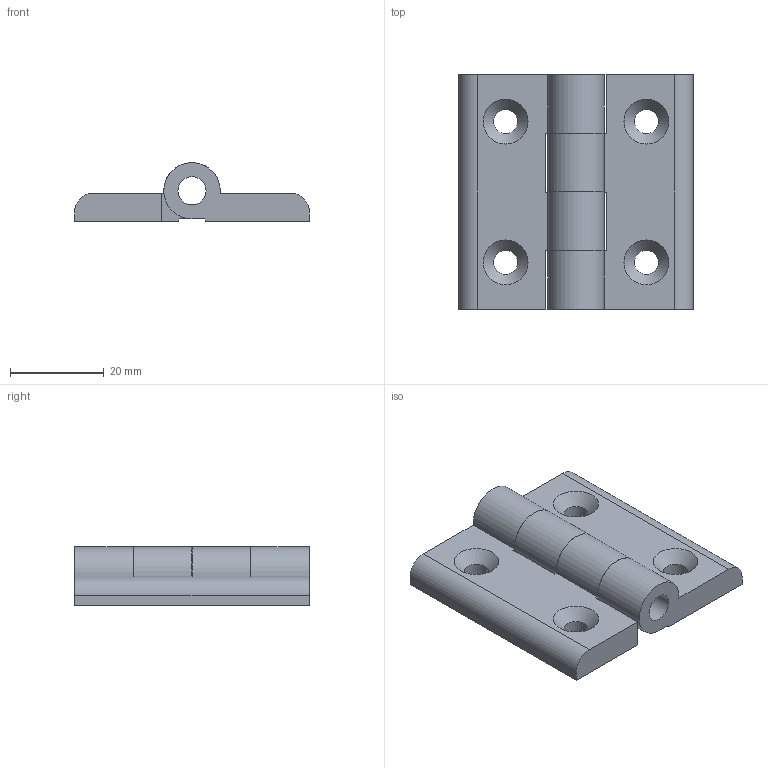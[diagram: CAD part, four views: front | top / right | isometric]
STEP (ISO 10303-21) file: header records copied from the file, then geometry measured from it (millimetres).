
FILE_DESCRIPTION(('STEP AP203'),'2;1');
FILE_NAME('15.163.00.stp','2011-03-21T15:47:35',(''),(''),'2009.3.110','THINKDESIGN','');
FILE_SCHEMA(('CONFIG_CONTROL_DESIGN'));
Length unit declared in the file: millimetre
Bounding box: 50 x 50 x 12.49 mm (x, y, z)
Volume: 14890.9 mm3; surface area: 8549.1 mm2
Topology: 2 solids, 2 shells, 46 faces, 142 edges, 100 vertices
Faces by surface type: plane 28, cylinder 14, bspline 4
Full cylindrical faces by diameter (mm): 5.158 x4, 6 x4
Entity records: 1801 total; most frequent: CARTESIAN_POINT 356, ORIENTED_EDGE 284, DIRECTION 278, EDGE_CURVE 142, VERTEX_POINT 100, AXIS2_PLACEMENT_3D 94, VECTOR 90, LINE 90
